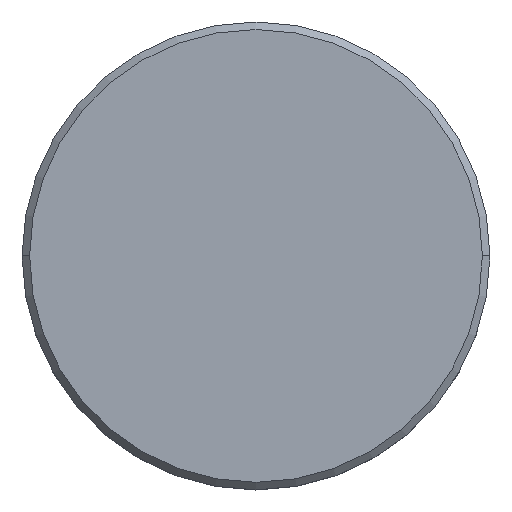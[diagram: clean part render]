
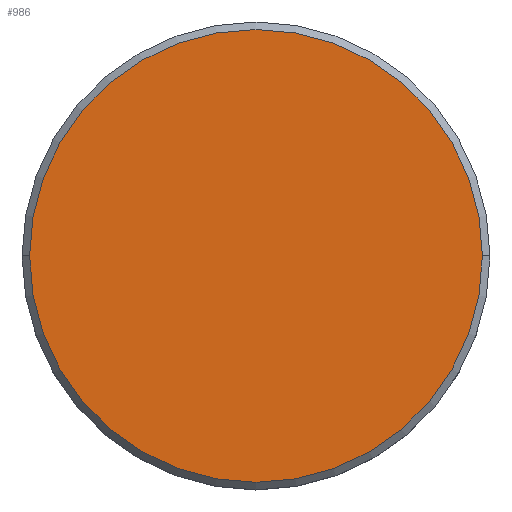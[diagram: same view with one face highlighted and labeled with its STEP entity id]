
A CAD part, top view. The second image highlights one B-rep face of the part: STEP entity #986.
In plain terms, the highlighted planar face has unit normal (0, 0, 1).
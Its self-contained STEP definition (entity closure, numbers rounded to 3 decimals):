
#19 = CARTESIAN_POINT ( 'NONE',  ( 0., 0., 0. ) ) ;
#26 = EDGE_CURVE ( 'NONE', #746, #970, #99, .T. ) ;
#37 = CARTESIAN_POINT ( 'NONE',  ( 0., 0., 0. ) ) ;
#99 = CIRCLE ( 'NONE', #881, 15. ) ;
#125 = DIRECTION ( 'NONE',  ( 1., 0., 0. ) ) ;
#212 = EDGE_CURVE ( 'NONE', #970, #746, #304, .T. ) ;
#215 = AXIS2_PLACEMENT_3D ( 'NONE', #614, #1176, #813 ) ;
#304 = CIRCLE ( 'NONE', #215, 15. ) ;
#330 = DIRECTION ( 'NONE',  ( 0., 0., 1. ) ) ;
#488 = DIRECTION ( 'NONE',  ( 1., 0., 0. ) ) ;
#490 = DIRECTION ( 'NONE',  ( 0., 0., 1. ) ) ;
#550 = ORIENTED_EDGE ( 'NONE', *, *, #26, .T. ) ;
#614 = CARTESIAN_POINT ( 'NONE',  ( 0., 0., 0. ) ) ;
#746 = VERTEX_POINT ( 'NONE', #1113 ) ;
#813 = DIRECTION ( 'NONE',  ( 1., 0., 0. ) ) ;
#814 = ORIENTED_EDGE ( 'NONE', *, *, #212, .T. ) ;
#856 = CARTESIAN_POINT ( 'NONE',  ( -15., 0., 0. ) ) ;
#865 = AXIS2_PLACEMENT_3D ( 'NONE', #37, #490, #125 ) ;
#881 = AXIS2_PLACEMENT_3D ( 'NONE', #19, #330, #488 ) ;
#941 = PLANE ( 'NONE',  #865 ) ;
#970 = VERTEX_POINT ( 'NONE', #856 ) ;
#986 = ADVANCED_FACE ( 'NONE', ( #1037 ), #941, .T. ) ;
#1037 = FACE_OUTER_BOUND ( 'NONE', #1052, .T. ) ;
#1052 = EDGE_LOOP ( 'NONE', ( #814, #550 ) ) ;
#1113 = CARTESIAN_POINT ( 'NONE',  ( 15., 0., 0. ) ) ;
#1176 = DIRECTION ( 'NONE',  ( 0., 0., 1. ) ) ;
